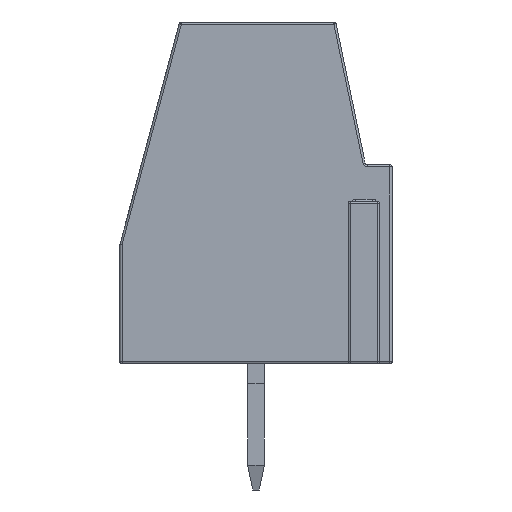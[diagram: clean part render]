
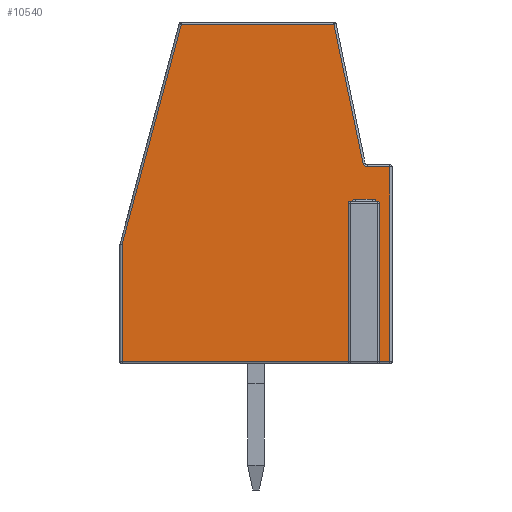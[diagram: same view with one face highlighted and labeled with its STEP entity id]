
A CAD part, front view. The second image highlights one B-rep face of the part: STEP entity #10540.
In plain terms, the highlighted planar face has unit normal (0, -1, 0).
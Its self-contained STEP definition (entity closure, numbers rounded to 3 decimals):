
#94=PLANE('',#11353);
#295=ELLIPSE('',#11256,0.137,0.13);
#296=ELLIPSE('',#11275,0.137,0.13);
#566=CIRCLE('',#11331,0.13);
#1204=FACE_OUTER_BOUND('',#1871,.T.);
#1871=EDGE_LOOP('',(#7297,#7298,#7299,#7300,#7301,#7302,#7303,#7304,#7305,
#7306,#7307,#7308,#7309,#7310));
#2707=LINE('',#17928,#3483);
#2710=LINE('',#17998,#3486);
#2725=LINE('',#18042,#3501);
#2727=LINE('',#18045,#3503);
#2732=LINE('',#18052,#3508);
#2733=LINE('',#18054,#3509);
#2739=LINE('',#18071,#3515);
#2741=LINE('',#18077,#3517);
#2743=LINE('',#18086,#3519);
#2744=LINE('',#18094,#3520);
#2747=LINE('',#18108,#3523);
#3483=VECTOR('',#12790,10.);
#3486=VECTOR('',#12835,10.);
#3501=VECTOR('',#12890,10.);
#3503=VECTOR('',#12894,10.);
#3508=VECTOR('',#12903,10.);
#3509=VECTOR('',#12906,10.);
#3515=VECTOR('',#12924,10.);
#3517=VECTOR('',#12930,10.);
#3519=VECTOR('',#12942,10.);
#3520=VECTOR('',#12953,10.);
#3523=VECTOR('',#12970,10.);
#4385=VERTEX_POINT('',#17875);
#4390=VERTEX_POINT('',#17914);
#4391=VERTEX_POINT('',#17916);
#4392=VERTEX_POINT('',#17920);
#4394=VERTEX_POINT('',#17926);
#4397=VERTEX_POINT('',#17935);
#4403=VERTEX_POINT('',#17979);
#4404=VERTEX_POINT('',#17980);
#4407=VERTEX_POINT('',#17988);
#4424=VERTEX_POINT('',#18069);
#4426=VERTEX_POINT('',#18076);
#4428=VERTEX_POINT('',#18085);
#4430=VERTEX_POINT('',#18093);
#4432=VERTEX_POINT('',#18099);
#5408=EDGE_CURVE('',#4390,#4391,#295,.T.);
#5414=EDGE_CURVE('',#4392,#4394,#2707,.T.);
#5424=EDGE_CURVE('',#4403,#4404,#296,.T.);
#5433=EDGE_CURVE('',#4407,#4392,#2710,.T.);
#5457=EDGE_CURVE('',#4404,#4407,#2725,.T.);
#5459=EDGE_CURVE('',#4391,#4403,#2727,.T.);
#5464=EDGE_CURVE('',#4385,#4397,#2732,.T.);
#5465=EDGE_CURVE('',#4397,#4390,#2733,.T.);
#5474=EDGE_CURVE('',#4424,#4385,#2739,.T.);
#5477=EDGE_CURVE('',#4394,#4426,#2741,.T.);
#5482=EDGE_CURVE('',#4426,#4428,#2743,.T.);
#5486=EDGE_CURVE('',#4428,#4430,#2744,.T.);
#5491=EDGE_CURVE('',#4430,#4432,#566,.T.);
#5494=EDGE_CURVE('',#4432,#4424,#2747,.T.);
#7297=ORIENTED_EDGE('',*,*,#5464,.F.);
#7298=ORIENTED_EDGE('',*,*,#5474,.F.);
#7299=ORIENTED_EDGE('',*,*,#5494,.F.);
#7300=ORIENTED_EDGE('',*,*,#5491,.F.);
#7301=ORIENTED_EDGE('',*,*,#5486,.F.);
#7302=ORIENTED_EDGE('',*,*,#5482,.F.);
#7303=ORIENTED_EDGE('',*,*,#5477,.F.);
#7304=ORIENTED_EDGE('',*,*,#5414,.F.);
#7305=ORIENTED_EDGE('',*,*,#5433,.F.);
#7306=ORIENTED_EDGE('',*,*,#5457,.F.);
#7307=ORIENTED_EDGE('',*,*,#5424,.F.);
#7308=ORIENTED_EDGE('',*,*,#5459,.F.);
#7309=ORIENTED_EDGE('',*,*,#5408,.F.);
#7310=ORIENTED_EDGE('',*,*,#5465,.F.);
#10540=ADVANCED_FACE('',(#1204),#94,.F.);
#11256=AXIS2_PLACEMENT_3D('',#17917,#12774,#12775);
#11275=AXIS2_PLACEMENT_3D('',#17981,#12814,#12815);
#11331=AXIS2_PLACEMENT_3D('',#18103,#12963,#12964);
#11353=AXIS2_PLACEMENT_3D('',#18258,#13023,#13024);
#12774=DIRECTION('center_axis',(0.,-1.,0.));
#12775=DIRECTION('ref_axis',(1.,0.,0.));
#12790=DIRECTION('',(0.,0.,1.));
#12814=DIRECTION('center_axis',(0.,-1.,0.));
#12815=DIRECTION('ref_axis',(-1.,0.,0.));
#12835=DIRECTION('',(-1.,0.,0.));
#12890=DIRECTION('',(0.,0.,-1.));
#12894=DIRECTION('',(-1.,0.,0.));
#12903=DIRECTION('',(-1.,0.,0.));
#12906=DIRECTION('',(0.,0.,1.));
#12924=DIRECTION('',(0.,0.,-1.));
#12930=DIRECTION('',(0.259,0.,0.966));
#12942=DIRECTION('',(1.,0.,0.));
#12953=DIRECTION('',(0.205,0.,-0.979));
#12963=DIRECTION('center_axis',(0.,-1.,0.));
#12964=DIRECTION('ref_axis',(-0.631,0.,-0.776));
#12970=DIRECTION('',(1.,0.,0.));
#13023=DIRECTION('center_axis',(0.,1.,0.));
#13024=DIRECTION('ref_axis',(0.,0.,
-1.));
#17875=CARTESIAN_POINT('',(4.035,-5.08,0.065));
#17914=CARTESIAN_POINT('',(3.64,-5.08,4.835));
#17916=CARTESIAN_POINT('',(3.503,-5.08,4.965));
#17917=CARTESIAN_POINT('Origin',(3.503,-5.08,4.835));
#17920=CARTESIAN_POINT('',(-4.035,-5.08,0.065));
#17926=CARTESIAN_POINT('',(-4.035,-5.08,3.591));
#17928=CARTESIAN_POINT('',(-4.035,-5.08,6.244));
#17935=CARTESIAN_POINT('',(3.64,-5.08,0.065));
#17979=CARTESIAN_POINT('',(2.997,-5.08,4.965));
#17980=CARTESIAN_POINT('',(2.86,-5.08,4.835));
#17981=CARTESIAN_POINT('Origin',(2.997,-5.08,4.835));
#17988=CARTESIAN_POINT('',(2.86,-5.08,0.065));
#17998=CARTESIAN_POINT('',(4.1,-5.08,0.065));
#18042=CARTESIAN_POINT('',(2.86,-5.08,6.094));
#18045=CARTESIAN_POINT('',(3.675,-5.08,4.965));
#18052=CARTESIAN_POINT('',(4.1,-5.08,0.065));
#18054=CARTESIAN_POINT('',(3.64,-5.08,6.094));
#18069=CARTESIAN_POINT('',(4.035,-5.08,5.935));
#18071=CARTESIAN_POINT('',(4.035,-5.08,6.244));
#18076=CARTESIAN_POINT('',(-2.25,-5.08,10.235));
#18077=CARTESIAN_POINT('',(-2.685,-5.08,8.616));
#18085=CARTESIAN_POINT('',(2.347,-5.08,10.235));
#18086=CARTESIAN_POINT('',(4.1,-5.08,10.235));
#18093=CARTESIAN_POINT('',(3.226,-5.08,6.038));
#18094=CARTESIAN_POINT('',(2.633,-5.08,8.871));
#18099=CARTESIAN_POINT('',(3.353,-5.08,5.935));
#18103=CARTESIAN_POINT('Origin',(3.353,-5.08,6.065));
#18108=CARTESIAN_POINT('',(4.1,-5.08,5.935));
#18258=CARTESIAN_POINT('Origin',(4.1,-5.08,12.189));
